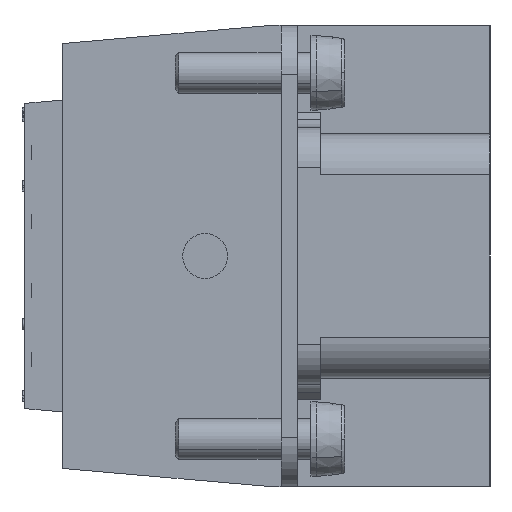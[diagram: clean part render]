
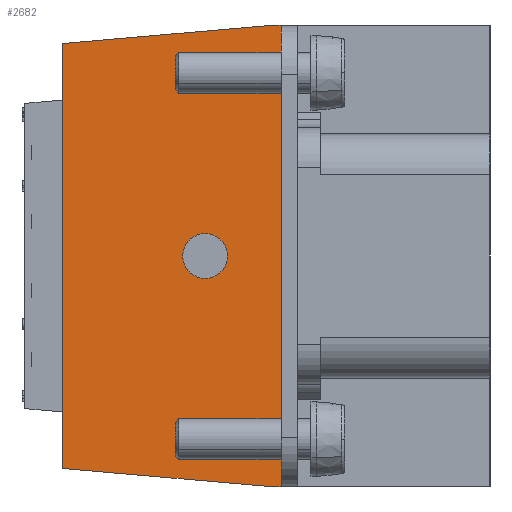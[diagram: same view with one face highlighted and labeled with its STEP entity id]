
A CAD part, left-side view. The second image highlights one B-rep face of the part: STEP entity #2682.
In plain terms, the highlighted planar face has unit normal (-1, 0, 0).
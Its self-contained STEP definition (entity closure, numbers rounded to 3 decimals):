
#965=FACE_BOUND('',#7203,.T.);
#966=FACE_BOUND('',#7204,.T.);
#2040=CIRCLE('',#30200,1.65);
#2682=ADVANCED_FACE('',(#965,#966),#4436,.T.);
#4436=PLANE('',#30201);
#7203=EDGE_LOOP('',(#9488,#9489,#9490,#9491,#9492,#9493));
#7204=EDGE_LOOP('',(#9494));
#9488=ORIENTED_EDGE('',*,*,#20404,.F.);
#9489=ORIENTED_EDGE('',*,*,#20405,.F.);
#9490=ORIENTED_EDGE('',*,*,#20406,.F.);
#9491=ORIENTED_EDGE('',*,*,#20407,.T.);
#9492=ORIENTED_EDGE('',*,*,#20408,.T.);
#9493=ORIENTED_EDGE('',*,*,#20409,.F.);
#9494=ORIENTED_EDGE('',*,*,#20410,.T.);
#17588=VERTEX_POINT('',#40628);
#17589=VERTEX_POINT('',#40629);
#17590=VERTEX_POINT('',#40631);
#17591=VERTEX_POINT('',#40633);
#17592=VERTEX_POINT('',#40635);
#17593=VERTEX_POINT('',#40637);
#17594=VERTEX_POINT('',#40640);
#20404=EDGE_CURVE('',#17588,#17589,#24452,.T.);
#20405=EDGE_CURVE('',#17590,#17588,#24453,.T.);
#20406=EDGE_CURVE('',#17591,#17590,#24454,.T.);
#20407=EDGE_CURVE('',#17591,#17592,#24455,.T.);
#20408=EDGE_CURVE('',#17592,#17593,#24456,.T.);
#20409=EDGE_CURVE('',#17589,#17593,#24457,.T.);
#20410=EDGE_CURVE('',#17594,#17594,#2040,.T.);
#24452=LINE('',#40627,#27279);
#24453=LINE('',#40630,#27280);
#24454=LINE('',#40632,#27281);
#24455=LINE('',#40634,#27282);
#24456=LINE('',#40636,#27283);
#24457=LINE('',#40638,#27284);
#27279=VECTOR('',#32712,1.);
#27280=VECTOR('',#32713,1.);
#27281=VECTOR('',#32714,1.);
#27282=VECTOR('',#32715,1.);
#27283=VECTOR('',#32716,1.);
#27284=VECTOR('',#32717,1.);
#30200=AXIS2_PLACEMENT_3D('',#40639,#32718,#32719);
#30201=AXIS2_PLACEMENT_3D('',#40641,#32720,#32721);
#32712=DIRECTION('',(0.,1.,0.));
#32713=DIRECTION('',(0.,0.,-1.));
#32714=DIRECTION('',(0.,-1.,0.));
#32715=DIRECTION('',(0.,0.996,-0.087));
#32716=DIRECTION('',(0.,0.,-1.));
#32717=DIRECTION('',(0.,0.996,0.087));
#32718=DIRECTION('',(1.,0.,0.));
#32719=DIRECTION('',(0.,0.,1.));
#32720=DIRECTION('',(-1.,0.,0.));
#32721=DIRECTION('',(0.,0.,-1.));
#40627=CARTESIAN_POINT('',(-45.1,-18.9,-17.));
#40628=CARTESIAN_POINT('',(-45.1,-18.9,-17.));
#40629=CARTESIAN_POINT('',(-45.1,-18.1,-17.));
#40630=CARTESIAN_POINT('',(-45.1,-18.9,-7.6));
#40631=CARTESIAN_POINT('',(-45.1,-18.9,17.));
#40632=CARTESIAN_POINT('',(-45.1,-18.1,17.));
#40633=CARTESIAN_POINT('',(-45.1,-18.1,17.));
#40634=CARTESIAN_POINT('',(-45.1,-18.1,17.));
#40635=CARTESIAN_POINT('',(-45.1,-2.8,15.661));
#40636=CARTESIAN_POINT('',(-45.1,-2.8,10.));
#40637=CARTESIAN_POINT('',(-45.1,-2.8,-15.661));
#40638=CARTESIAN_POINT('',(-45.1,-18.1,-17.));
#40639=CARTESIAN_POINT('',(-45.1,-13.3,0.));
#40640=CARTESIAN_POINT('',(-45.1,-13.3,1.65));
#40641=CARTESIAN_POINT('',(-45.1,-2.4,17.628));
